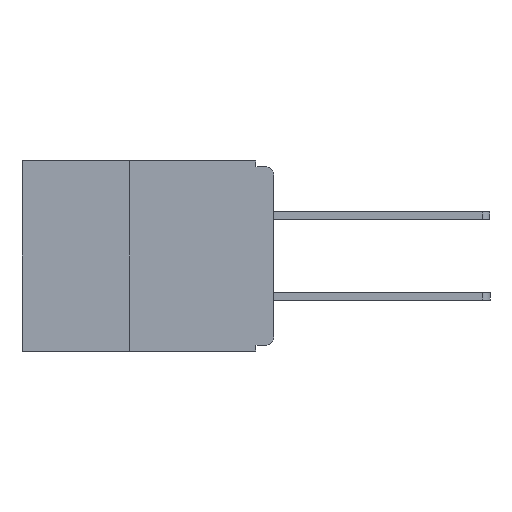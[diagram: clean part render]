
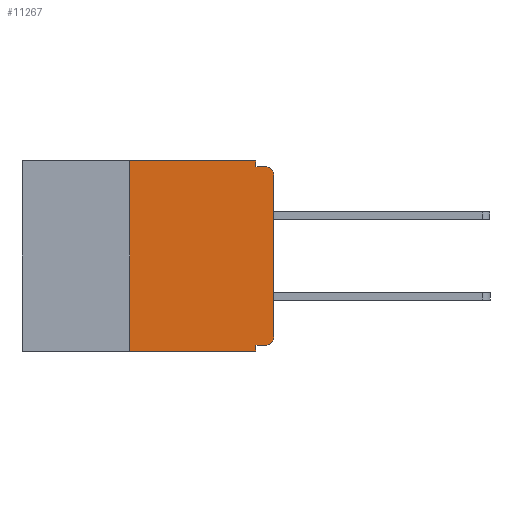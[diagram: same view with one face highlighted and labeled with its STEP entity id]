
A CAD part, left-side view. The second image highlights one B-rep face of the part: STEP entity #11267.
In plain terms, the highlighted planar face has unit normal (-1, 0, 0).
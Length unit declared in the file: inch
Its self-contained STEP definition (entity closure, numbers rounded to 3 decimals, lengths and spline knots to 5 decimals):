
#590 = DIRECTION ( 'NONE',  ( 0., -1., 0. ) ) ;
#725 = DIRECTION ( 'NONE',  ( 0., -1., 0. ) ) ;
#920 = EDGE_LOOP ( 'NONE', ( #18047, #8441, #19260, #14791, #1595, #12112, #18348, #9374, #14812, #5725 ) ) ;
#950 = LINE ( 'NONE', #7023, #24883 ) ;
#1142 = VECTOR ( 'NONE', #8761, 39.37008 ) ;
#1586 = CARTESIAN_POINT ( 'NONE',  ( 0., 0.25, 0. ) ) ;
#1595 = ORIENTED_EDGE ( 'NONE', *, *, #9188, .F. ) ;
#1739 = PLANE ( 'NONE',  #17516 ) ;
#1877 = DIRECTION ( 'NONE',  ( 0., 0., -1. ) ) ;
#2235 = LINE ( 'NONE', #14476, #11502 ) ;
#2566 = VECTOR ( 'NONE', #1877, 39.37008 ) ;
#3630 = VERTEX_POINT ( 'NONE', #22157 ) ;
#4019 = VECTOR ( 'NONE', #16918, 39.37008 ) ;
#4095 = CARTESIAN_POINT ( 'NONE',  ( 0., 0.031, 0. ) ) ;
#4708 = CARTESIAN_POINT ( 'NONE',  ( 0., 0.015, -0.025 ) ) ;
#4945 = DIRECTION ( 'NONE',  ( -1., 0., 0. ) ) ;
#5710 = CARTESIAN_POINT ( 'NONE',  ( 0., 0.437, 0. ) ) ;
#5725 = ORIENTED_EDGE ( 'NONE', *, *, #16408, .T. ) ;
#5759 = VERTEX_POINT ( 'NONE', #12279 ) ;
#5794 = DIRECTION ( 'NONE',  ( 1., 0., 0. ) ) ;
#6221 = CARTESIAN_POINT ( 'NONE',  ( 0., 0., 0. ) ) ;
#6702 = DIRECTION ( 'NONE',  ( 0., 0., -1. ) ) ;
#6798 = CARTESIAN_POINT ( 'NONE',  ( 0., 0., -0.32 ) ) ;
#6830 = VERTEX_POINT ( 'NONE', #4095 ) ;
#7023 = CARTESIAN_POINT ( 'NONE',  ( 0., 0.031, 0. ) ) ;
#7331 = VERTEX_POINT ( 'NONE', #21766 ) ;
#7878 = EDGE_CURVE ( 'NONE', #8882, #16715, #24359, .T. ) ;
#7997 = VERTEX_POINT ( 'NONE', #10697 ) ;
#8166 = DIRECTION ( 'NONE',  ( 0., 0., 1. ) ) ;
#8441 = ORIENTED_EDGE ( 'NONE', *, *, #18729, .T. ) ;
#8761 = DIRECTION ( 'NONE',  ( 0., 1., 0. ) ) ;
#8882 = VERTEX_POINT ( 'NONE', #15359 ) ;
#9043 = EDGE_CURVE ( 'NONE', #5759, #11012, #13217, .T. ) ;
#9087 = VECTOR ( 'NONE', #23816, 39.37008 ) ;
#9188 = EDGE_CURVE ( 'NONE', #10664, #6830, #24802, .T. ) ;
#9374 = ORIENTED_EDGE ( 'NONE', *, *, #13289, .F. ) ;
#9473 = CARTESIAN_POINT ( 'NONE',  ( 0., 0.031, -0.32 ) ) ;
#9759 = EDGE_CURVE ( 'NONE', #7997, #16617, #16731, .T. ) ;
#9817 = CARTESIAN_POINT ( 'NONE',  ( 0., 0.031, -0.33 ) ) ;
#10664 = VERTEX_POINT ( 'NONE', #1586 ) ;
#10697 = CARTESIAN_POINT ( 'NONE',  ( 0., 0.015, -0.32 ) ) ;
#11012 = VERTEX_POINT ( 'NONE', #23855 ) ;
#11267 = ADVANCED_FACE ( 'NONE', ( #16944 ), #1739, .F. ) ;
#11502 = VECTOR ( 'NONE', #725, 39.37008 ) ;
#11885 = AXIS2_PLACEMENT_3D ( 'NONE', #16537, #4945, #18434 ) ;
#12112 = ORIENTED_EDGE ( 'NONE', *, *, #23609, .F. ) ;
#12279 = CARTESIAN_POINT ( 'NONE',  ( 0., 0., -0.305 ) ) ;
#12345 = CIRCLE ( 'NONE', #11885, 0.015 ) ;
#13217 = LINE ( 'NONE', #6221, #22751 ) ;
#13289 = EDGE_CURVE ( 'NONE', #16617, #16715, #18065, .T. ) ;
#13546 = EDGE_CURVE ( 'NONE', #3630, #7331, #2235, .T. ) ;
#13549 = AXIS2_PLACEMENT_3D ( 'NONE', #4708, #18206, #6702 ) ;
#13664 = CARTESIAN_POINT ( 'NONE',  ( 0., 0.031, -0.33 ) ) ;
#14183 = CARTESIAN_POINT ( 'NONE',  ( 0., 0.437, -0.33 ) ) ;
#14376 = LINE ( 'NONE', #22606, #4019 ) ;
#14476 = CARTESIAN_POINT ( 'NONE',  ( 0., 0., -0.01 ) ) ;
#14688 = VECTOR ( 'NONE', #590, 39.37008 ) ;
#14791 = ORIENTED_EDGE ( 'NONE', *, *, #15417, .F. ) ;
#14812 = ORIENTED_EDGE ( 'NONE', *, *, #9759, .F. ) ;
#15359 = CARTESIAN_POINT ( 'NONE',  ( 0., 0.25, -0.33 ) ) ;
#15417 = EDGE_CURVE ( 'NONE', #6830, #3630, #950, .T. ) ;
#15826 = CIRCLE ( 'NONE', #13549, 0.015 ) ;
#16408 = EDGE_CURVE ( 'NONE', #7997, #5759, #12345, .T. ) ;
#16537 = CARTESIAN_POINT ( 'NONE',  ( 0., 0.015, -0.305 ) ) ;
#16617 = VERTEX_POINT ( 'NONE', #9473 ) ;
#16715 = VERTEX_POINT ( 'NONE', #9817 ) ;
#16731 = LINE ( 'NONE', #6798, #1142 ) ;
#16918 = DIRECTION ( 'NONE',  ( 0., 0., 1. ) ) ;
#16944 = FACE_OUTER_BOUND ( 'NONE', #920, .T. ) ;
#17516 = AXIS2_PLACEMENT_3D ( 'NONE', #5710, #5794, #19269 ) ;
#18047 = ORIENTED_EDGE ( 'NONE', *, *, #9043, .T. ) ;
#18065 = LINE ( 'NONE', #13664, #2566 ) ;
#18206 = DIRECTION ( 'NONE',  ( -1., 0., 0. ) ) ;
#18348 = ORIENTED_EDGE ( 'NONE', *, *, #7878, .T. ) ;
#18434 = DIRECTION ( 'NONE',  ( 0., 0., -1. ) ) ;
#18729 = EDGE_CURVE ( 'NONE', #11012, #7331, #15826, .T. ) ;
#19260 = ORIENTED_EDGE ( 'NONE', *, *, #13546, .F. ) ;
#19269 = DIRECTION ( 'NONE',  ( 0., 0., -1. ) ) ;
#21766 = CARTESIAN_POINT ( 'NONE',  ( 0., 0.015, -0.01 ) ) ;
#22157 = CARTESIAN_POINT ( 'NONE',  ( 0., 0.031, -0.01 ) ) ;
#22385 = DIRECTION ( 'NONE',  ( 0., 0., -1. ) ) ;
#22606 = CARTESIAN_POINT ( 'NONE',  ( 0., 0.25, -0.33 ) ) ;
#22751 = VECTOR ( 'NONE', #8166, 39.37008 ) ;
#23609 = EDGE_CURVE ( 'NONE', #8882, #10664, #14376, .T. ) ;
#23816 = DIRECTION ( 'NONE',  ( 0., -1., 0. ) ) ;
#23839 = CARTESIAN_POINT ( 'NONE',  ( 0., 0.437, 0. ) ) ;
#23855 = CARTESIAN_POINT ( 'NONE',  ( 0., 0., -0.025 ) ) ;
#24359 = LINE ( 'NONE', #14183, #9087 ) ;
#24802 = LINE ( 'NONE', #23839, #14688 ) ;
#24883 = VECTOR ( 'NONE', #22385, 39.37008 ) ;
